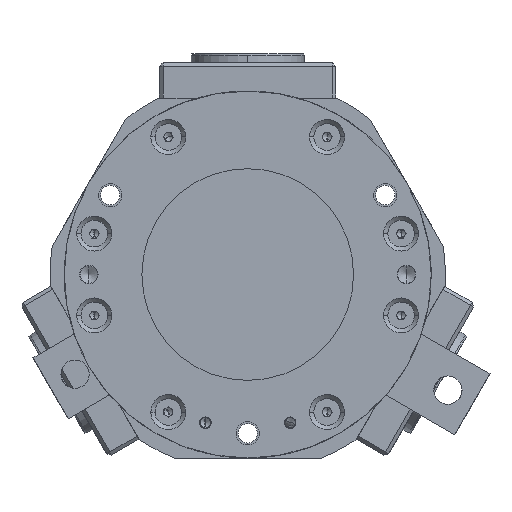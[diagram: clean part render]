
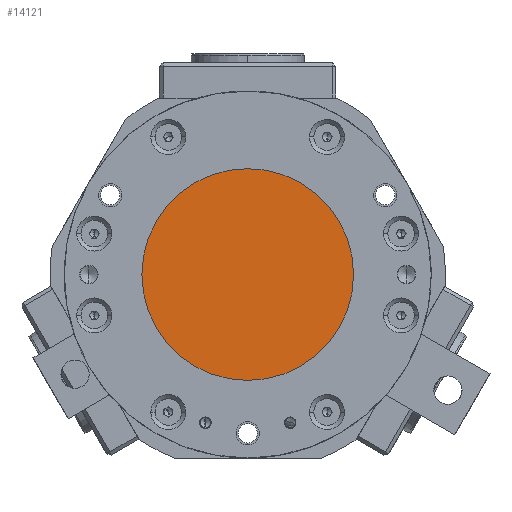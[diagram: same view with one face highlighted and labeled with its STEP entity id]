
A CAD part, front view. The second image highlights one B-rep face of the part: STEP entity #14121.
In plain terms, the highlighted face is planar.
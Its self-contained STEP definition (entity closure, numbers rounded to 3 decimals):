
#9183 = VERTEX_POINT ( 'NONE', #12918 ) ;
#9184 = VERTEX_POINT ( 'NONE', #12917 ) ;
#10034 = CARTESIAN_POINT ( 'NONE',  ( 0., 0., -1. ) ) ;
#10036 = DIRECTION ( 'NONE',  ( 0., 0., 1. ) ) ;
#10037 = DIRECTION ( 'NONE',  ( 1., 0., 0. ) ) ;
#10789 = CIRCLE ( 'NONE', #10874, 30. ) ;
#10874 = AXIS2_PLACEMENT_3D ( 'NONE', #10034, #10036, #10037 ) ;
#12917 = CARTESIAN_POINT ( 'NONE',  ( -30., 0., -1. ) ) ;
#12918 = CARTESIAN_POINT ( 'NONE',  ( 30., 0., -1. ) ) ;
#13272 = EDGE_CURVE ( 'NONE', #9183, #9184, #25167, .T. ) ;
#13417 = EDGE_LOOP ( 'NONE', ( #19582, #19583 ) ) ;
#14121 = ADVANCED_FACE ( 'NONE', ( #27315 ), #26278, .T. ) ;
#19582 = ORIENTED_EDGE ( 'NONE', *, *, #13272, .T. ) ;
#19583 = ORIENTED_EDGE ( 'NONE', *, *, #19719, .T. ) ;
#19719 = EDGE_CURVE ( 'NONE', #9184, #9183, #10789, .T. ) ;
#24076 = CARTESIAN_POINT ( 'NONE',  ( 0., 0., -1. ) ) ;
#24077 = DIRECTION ( 'NONE',  ( 0., 0., 1. ) ) ;
#24078 = DIRECTION ( 'NONE',  ( 1., 0., 0. ) ) ;
#24712 = AXIS2_PLACEMENT_3D ( 'NONE', #24076, #24077, #24078 ) ;
#25167 = CIRCLE ( 'NONE', #24712, 30. ) ;
#26277 = CARTESIAN_POINT ( 'NONE',  ( 0., 0., -1. ) ) ;
#26278 = PLANE ( 'NONE',  #26976 ) ;
#26280 = DIRECTION ( 'NONE',  ( 0., 0., 1. ) ) ;
#26281 = DIRECTION ( 'NONE',  ( 1., 0., 0. ) ) ;
#26976 = AXIS2_PLACEMENT_3D ( 'NONE', #26277, #26280, #26281 ) ;
#27315 = FACE_OUTER_BOUND ( 'NONE', #13417, .T. ) ;
